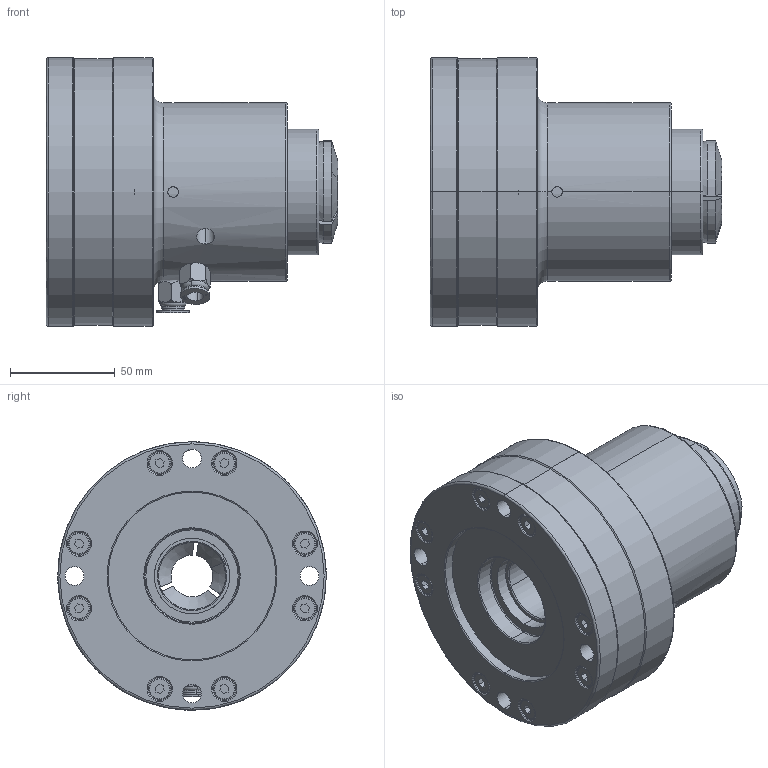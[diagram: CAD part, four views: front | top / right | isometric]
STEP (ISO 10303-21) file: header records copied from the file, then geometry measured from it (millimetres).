
FILE_DESCRIPTION (( 'STEP AP214' ), '1' );
FILE_NAME ('DHS-Y32.STEP', '2023-07-12T01:25:14', ( '' ), ( '' ), 'SwSTEP 2.0', 'SolidWorks 2023', '' );
FILE_SCHEMA (( 'AUTOMOTIVE_DESIGN' ));
Length unit declared in the file: millimetre
Products named in the file (4): DHS-Y32; 气孔接头  ; Y32 筒夹
Assembly tree (4 placements, depth 2):
  DHS-Y32
    DHS-Y32
    气孔接头    x2
    Y32 筒夹
Bounding box: 139 x 128 x 128 mm (x, y, z)
Volume: 920301.8 mm3; surface area: 125781.9 mm2
Topology: 4 solids, 4 shells, 819 faces, 2057 edges, 1318 vertices
Faces by surface type: plane 406, cylinder 191, bspline 105, torus 60, cone 57
Entity records: 29009 total; most frequent: CARTESIAN_POINT 10686, ORIENTED_EDGE 3364, DIRECTION 2967, EDGE_CURVE 1682, VERTEX_POINT 1085, AXIS2_PLACEMENT_3D 998, LINE 971, VECTOR 971
